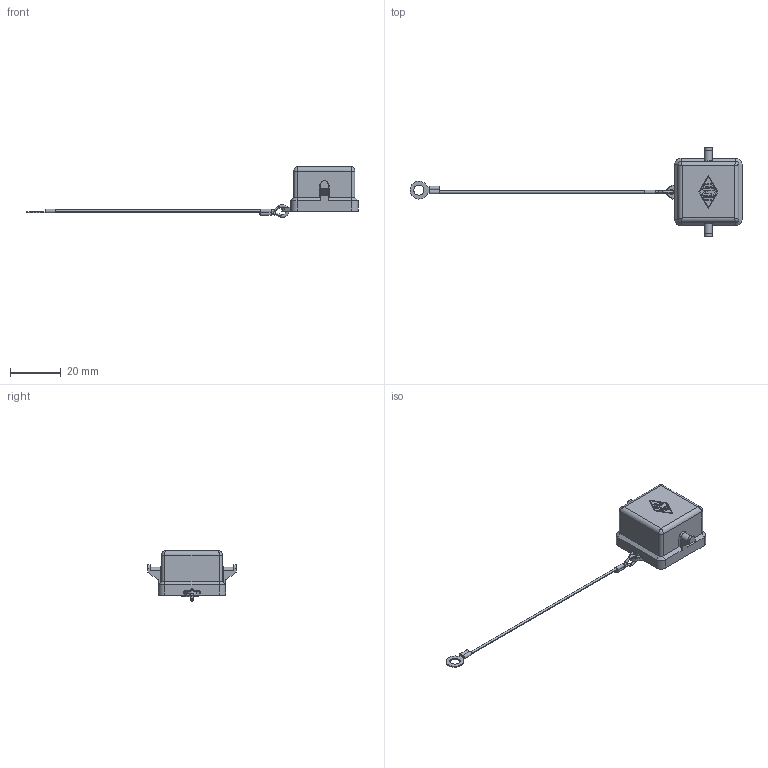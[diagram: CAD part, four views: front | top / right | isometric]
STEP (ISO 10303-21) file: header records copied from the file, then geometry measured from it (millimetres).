
FILE_DESCRIPTION(('Creo Elements/Direct Modeling STEP Export'),'2;1');
FILE_NAME('0ln7uvk53cnsiha1948','2020-06-25T15:50:21',(''),(''),'Creo Elements/Direct Modeling STEP processor for AP214 (Solid Model)','Creo Elements/Direct Modeling 20.1B 02-Apr-2019 (C) Parametric Technology GmbH','');
FILE_SCHEMA(('AUTOMOTIVE_DESIGN { 1 0 10303 214 1 1 1 1 }'));
Length unit declared in the file: millimetre
Products named in the file (1): CKH 03 CS
Bounding box: 130.75 x 35 x 20 mm (x, y, z)
Volume: 3847.4 mm3; surface area: 5089.5 mm2
Topology: 1 solids, 1 shells, 199 faces, 525 edges, 330 vertices
Faces by surface type: plane 98, cylinder 75, torus 12, bspline 8, cone 6
Entity records: 6982 total; most frequent: CARTESIAN_POINT 2094, ORIENTED_EDGE 1030, DIRECTION 1011, EDGE_CURVE 515, AXIS2_PLACEMENT_3D 348, VERTEX_POINT 328, VECTOR 315, LINE 315
